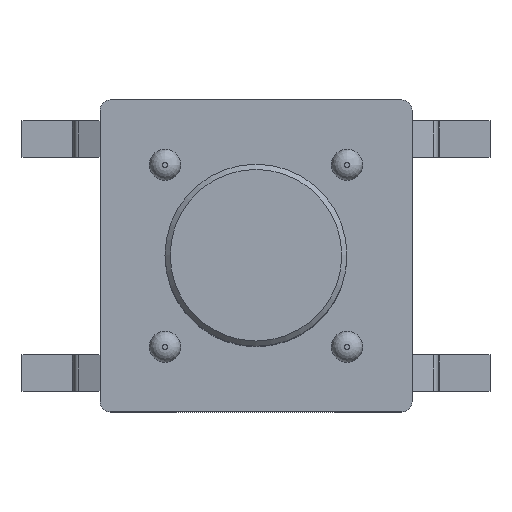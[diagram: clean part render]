
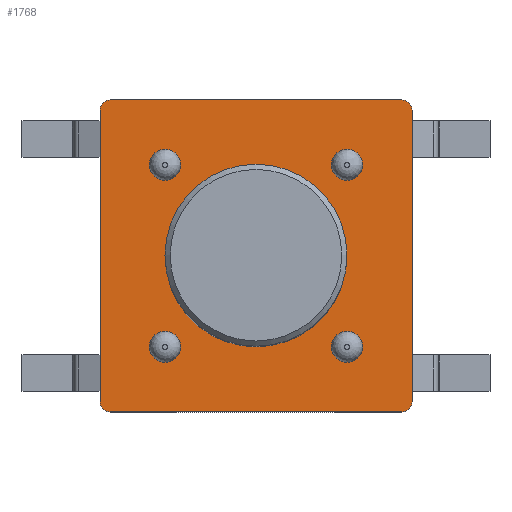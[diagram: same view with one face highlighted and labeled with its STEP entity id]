
A CAD part, top view. The second image highlights one B-rep face of the part: STEP entity #1768.
In plain terms, the highlighted planar face has unit normal (0, 0, 1).
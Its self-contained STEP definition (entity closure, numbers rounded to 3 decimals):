
#18=FACE_BOUND('',#321,.T.);
#19=FACE_BOUND('',#322,.T.);
#20=FACE_BOUND('',#323,.T.);
#21=FACE_BOUND('',#324,.T.);
#22=FACE_BOUND('',#325,.T.);
#59=PLANE('',#1886);
#223=FACE_OUTER_BOUND('',#320,.T.);
#320=EDGE_LOOP('',(#1291,#1292,#1293,#1294,#1295,#1296,#1297,#1298));
#321=EDGE_LOOP('',(#1299));
#322=EDGE_LOOP('',(#1300));
#323=EDGE_LOOP('',(#1301));
#324=EDGE_LOOP('',(#1302));
#325=EDGE_LOOP('',(#1303));
#423=LINE('',#2555,#605);
#434=LINE('',#2585,#616);
#435=LINE('',#2589,#617);
#436=LINE('',#2592,#618);
#605=VECTOR('',#2052,1.);
#616=VECTOR('',#2079,1.);
#617=VECTOR('',#2082,1.);
#618=VECTOR('',#2085,1.);
#785=CIRCLE('',#1877,1.75);
#787=CIRCLE('',#1882,0.2);
#789=CIRCLE('',#1885,0.2);
#790=CIRCLE('',#1887,0.2);
#791=CIRCLE('',#1888,0.2);
#792=CIRCLE('',#1889,0.3);
#793=CIRCLE('',#1890,0.3);
#794=CIRCLE('',#1891,0.3);
#795=CIRCLE('',#1892,0.3);
#852=VERTEX_POINT('',#2545);
#855=VERTEX_POINT('',#2552);
#856=VERTEX_POINT('',#2554);
#864=VERTEX_POINT('',#2574);
#866=VERTEX_POINT('',#2580);
#867=VERTEX_POINT('',#2584);
#868=VERTEX_POINT('',#2586);
#869=VERTEX_POINT('',#2588);
#870=VERTEX_POINT('',#2590);
#871=VERTEX_POINT('',#2593);
#872=VERTEX_POINT('',#2595);
#873=VERTEX_POINT('',#2597);
#874=VERTEX_POINT('',#2599);
#1016=EDGE_CURVE('',#852,#852,#785,.T.);
#1020=EDGE_CURVE('',#856,#855,#423,.T.);
#1030=EDGE_CURVE('',#864,#856,#787,.T.);
#1034=EDGE_CURVE('',#855,#866,#789,.T.);
#1035=EDGE_CURVE('',#866,#867,#434,.T.);
#1036=EDGE_CURVE('',#868,#867,#790,.T.);
#1037=EDGE_CURVE('',#868,#869,#435,.T.);
#1038=EDGE_CURVE('',#869,#870,#791,.T.);
#1039=EDGE_CURVE('',#870,#864,#436,.T.);
#1040=EDGE_CURVE('',#871,#871,#792,.T.);
#1041=EDGE_CURVE('',#872,#872,#793,.T.);
#1042=EDGE_CURVE('',#873,#873,#794,.T.);
#1043=EDGE_CURVE('',#874,#874,#795,.T.);
#1291=ORIENTED_EDGE('',*,*,#1020,.T.);
#1292=ORIENTED_EDGE('',*,*,#1034,.T.);
#1293=ORIENTED_EDGE('',*,*,#1035,.T.);
#1294=ORIENTED_EDGE('',*,*,#1036,.F.);
#1295=ORIENTED_EDGE('',*,*,#1037,.T.);
#1296=ORIENTED_EDGE('',*,*,#1038,.T.);
#1297=ORIENTED_EDGE('',*,*,#1039,.T.);
#1298=ORIENTED_EDGE('',*,*,#1030,.T.);
#1299=ORIENTED_EDGE('',*,*,#1040,.F.);
#1300=ORIENTED_EDGE('',*,*,#1016,.F.);
#1301=ORIENTED_EDGE('',*,*,#1041,.F.);
#1302=ORIENTED_EDGE('',*,*,#1042,.F.);
#1303=ORIENTED_EDGE('',*,*,#1043,.F.);
#1768=ADVANCED_FACE('',(#223,#18,#19,#20,#21,#22),#59,.F.);
#1877=AXIS2_PLACEMENT_3D('',#2546,#2045,#2046);
#1882=AXIS2_PLACEMENT_3D('',#2575,#2067,#2068);
#1885=AXIS2_PLACEMENT_3D('',#2582,#2075,#2076);
#1886=AXIS2_PLACEMENT_3D('',#2583,#2077,#2078);
#1887=AXIS2_PLACEMENT_3D('',#2587,#2080,#2081);
#1888=AXIS2_PLACEMENT_3D('',#2591,#2083,#2084);
#1889=AXIS2_PLACEMENT_3D('',#2594,#2086,#2087);
#1890=AXIS2_PLACEMENT_3D('',#2596,#2088,#2089);
#1891=AXIS2_PLACEMENT_3D('',#2598,#2090,#2091);
#1892=AXIS2_PLACEMENT_3D('',#2600,#2092,#2093);
#2045=DIRECTION('center_axis',(0.,0.,1.));
#2046=DIRECTION('ref_axis',(1.,0.,0.));
#2052=DIRECTION('',(-1.,0.,0.));
#2067=DIRECTION('center_axis',(0.,0.,1.));
#2068=DIRECTION('ref_axis',(0.,-1.,0.));
#2075=DIRECTION('center_axis',(0.,0.,1.));
#2076=DIRECTION('ref_axis',(0.,-1.,0.));
#2077=DIRECTION('center_axis',(0.,0.,-1.));
#2078=DIRECTION('ref_axis',(-1.,0.,0.));
#2079=DIRECTION('',(0.,-1.,0.));
#2080=DIRECTION('center_axis',(0.,0.,-1.));
#2081=DIRECTION('ref_axis',(0.,-1.,0.));
#2082=DIRECTION('',(1.,0.,0.));
#2083=DIRECTION('center_axis',(0.,0.,1.));
#2084=DIRECTION('ref_axis',(0.,-1.,0.));
#2085=DIRECTION('',(0.,1.,0.));
#2086=DIRECTION('center_axis',(0.,0.,1.));
#2087=DIRECTION('ref_axis',(1.,0.,0.));
#2088=DIRECTION('center_axis',(0.,0.,1.));
#2089=DIRECTION('ref_axis',(1.,0.,0.));
#2090=DIRECTION('center_axis',(0.,0.,1.));
#2091=DIRECTION('ref_axis',(1.,0.,0.));
#2092=DIRECTION('center_axis',(0.,0.,1.));
#2093=DIRECTION('ref_axis',(1.,0.,0.));
#2545=CARTESIAN_POINT('',(-1.75,0.,3.45));
#2546=CARTESIAN_POINT('Origin',(0.,0.,3.45));
#2552=CARTESIAN_POINT('',(-2.8,3.,3.45));
#2554=CARTESIAN_POINT('',(2.8,3.,3.45));
#2555=CARTESIAN_POINT('',(3.,3.,3.45));
#2574=CARTESIAN_POINT('',(3.,2.8,3.45));
#2575=CARTESIAN_POINT('Origin',(2.8,2.8,3.45));
#2580=CARTESIAN_POINT('',(-3.,2.8,3.45));
#2582=CARTESIAN_POINT('Origin',(-2.8,2.8,3.45));
#2583=CARTESIAN_POINT('Origin',(-3.,-3.,3.45));
#2584=CARTESIAN_POINT('',(-3.,-2.8,3.45));
#2585=CARTESIAN_POINT('',(-3.,3.,3.45));
#2586=CARTESIAN_POINT('',(-2.8,-3.,3.45));
#2587=CARTESIAN_POINT('Origin',(-2.8,-2.8,3.45));
#2588=CARTESIAN_POINT('',(2.8,-3.,3.45));
#2589=CARTESIAN_POINT('',(-3.,-3.,3.45));
#2590=CARTESIAN_POINT('',(3.,-2.8,3.45));
#2591=CARTESIAN_POINT('Origin',(2.8,-2.8,3.45));
#2592=CARTESIAN_POINT('',(3.,-3.,3.45));
#2593=CARTESIAN_POINT('',(-2.05,-1.75,3.45));
#2594=CARTESIAN_POINT('Origin',(-1.75,-1.75,3.45));
#2595=CARTESIAN_POINT('',(1.45,1.75,3.45));
#2596=CARTESIAN_POINT('Origin',(1.75,1.75,3.45));
#2597=CARTESIAN_POINT('',(-2.05,1.75,3.45));
#2598=CARTESIAN_POINT('Origin',(-1.75,1.75,3.45));
#2599=CARTESIAN_POINT('',(1.45,-1.75,3.45));
#2600=CARTESIAN_POINT('Origin',(1.75,-1.75,3.45));
